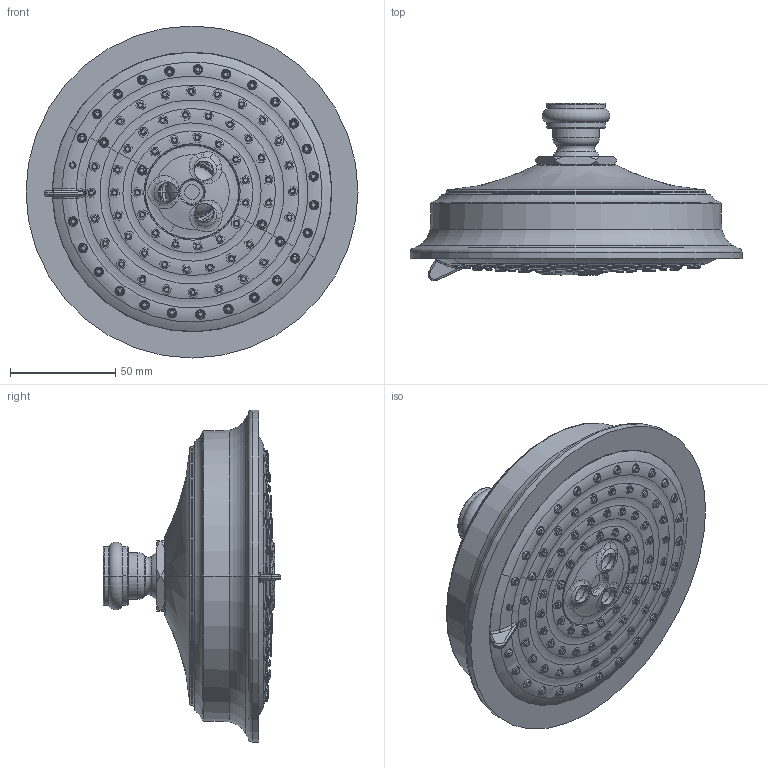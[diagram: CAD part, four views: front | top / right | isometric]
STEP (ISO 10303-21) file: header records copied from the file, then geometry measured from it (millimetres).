
FILE_DESCRIPTION((''),'2;1');
FILE_NAME('2144','2021-03-16T17:16:44',('rsmith'),(''),'CREO PARAMETRIC BY PTC INC, 2018400','CREO PARAMETRIC BY PTC INC, 2018400','');
FILE_SCHEMA(('AUTOMOTIVE_DESIGN { 1 0 10303 214 1 1 1 1 }'));
Products named in the file (1): 2144
Bounding box: 157.48 x 84.34 x 157.48 mm (x, y, z)
Volume: 599186.9 mm3; surface area: 84035.7 mm2
Topology: 1 solids, 1 shells, 1923 faces, 4593 edges, 2828 vertices
Faces by surface type: cylinder 508, cone 351, torus 343, revolution 258, plane 254, bspline 186, sphere 23
Entity records: 122516 total; most frequent: CARTESIAN_POINT 53317, ORIENTED_EDGE 9126, DIRECTION 7146, PRESENTATION_STYLE_ASSIGNMENT 6642, STYLED_ITEM 4839, CURVE_STYLE 4821, EDGE_CURVE 4563, AXIS2_PLACEMENT_3D 3040
